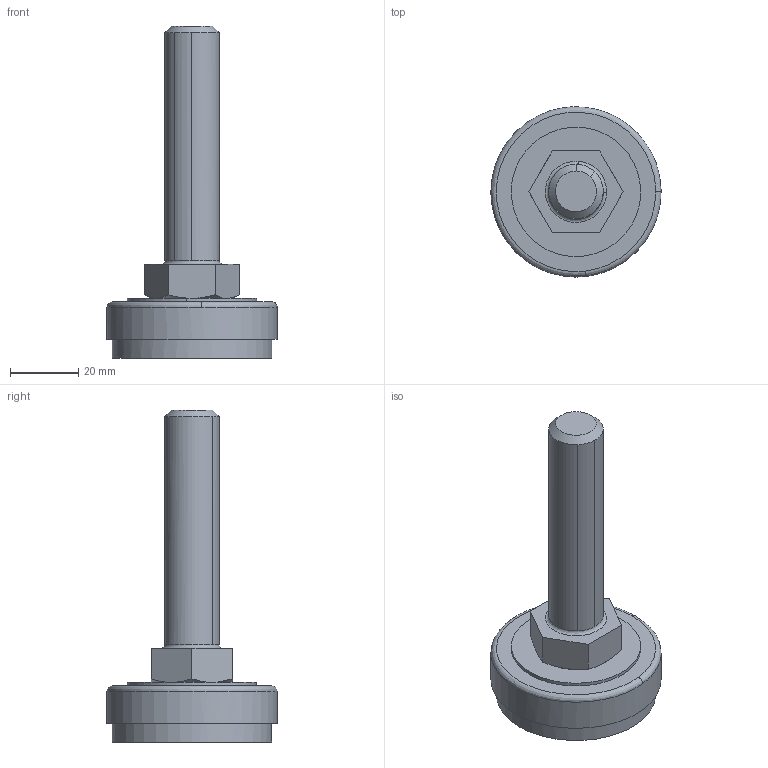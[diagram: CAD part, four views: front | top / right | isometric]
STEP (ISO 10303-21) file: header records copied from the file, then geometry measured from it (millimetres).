
FILE_DESCRIPTION((''),'2;1');
FILE_NAME('','2005-12-14T17:08:42',(''),(''),'','CADfix','');
FILE_SCHEMA(('AUTOMOTIVE_DESIGN'));
Length unit declared in the file: millimetre
Products named in the file (7): washer; rubber pad; retainer; cover; center core; bolt; TM_241_2_8761_36
Assembly tree (6 placements, depth 2):
  TM_241_2_8761_36
    washer
    rubber pad
    retainer
    cover
    center core
    bolt
Bounding box: 50 x 49.95 x 97.5 mm (x, y, z)
Volume: 48152.8 mm3; surface area: 25660.2 mm2
Topology: 6 solids, 6 shells, 115 faces, 348 edges, 254 vertices
Faces by surface type: bspline 115
Entity records: 4481 total; most frequent: CARTESIAN_POINT 2415, ORIENTED_EDGE 696, EDGE_CURVE 348, VERTEX_POINT 254, QUASI_UNIFORM_CURVE 136, EDGE_LOOP 132, FACE_OUTER_BOUND 115, ADVANCED_FACE 115
